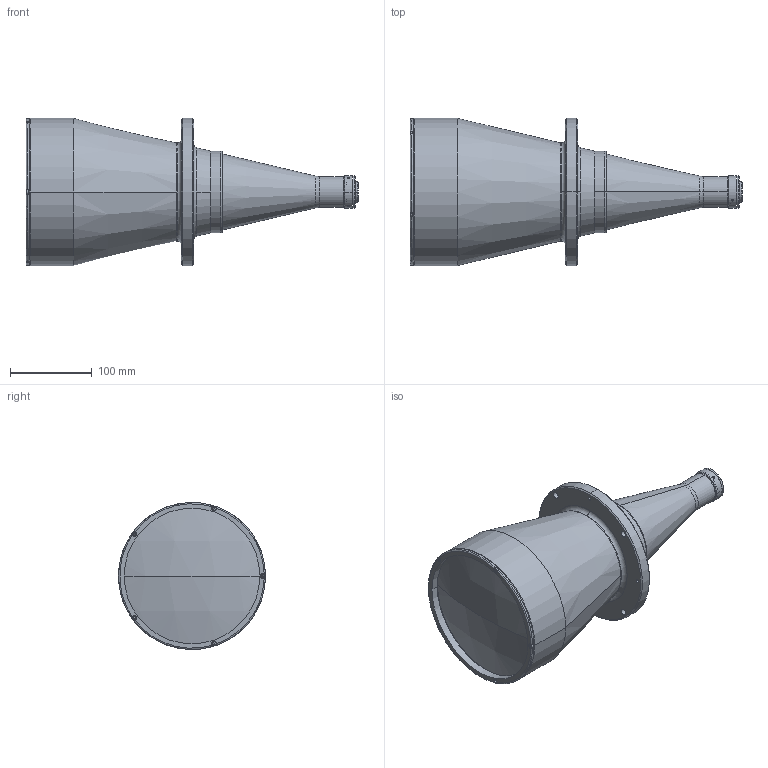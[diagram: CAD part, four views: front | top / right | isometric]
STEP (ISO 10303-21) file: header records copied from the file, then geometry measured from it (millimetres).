
FILE_DESCRIPTION (( 'STEP AP214' ), '1' );
FILE_NAME ('TC12120.STEP', '2016-10-03T10:17:15', ( '' ), ( '' ), 'SwSTEP 2.0', 'SolidWorks 2015', '' );
FILE_SCHEMA (( 'AUTOMOTIVE_DESIGN' ));
Length unit declared in the file: millimetre
Products named in the file (1): TC12120
Bounding box: 406.24 x 180 x 180 mm (x, y, z)
Surface area: 222406.8 mm2 (no closed solid volume)
Topology: 0 solids, 17 shells, 184 faces, 519 edges, 355 vertices
Faces by surface type: cylinder 70, plane 65, torus 27, cone 20, sphere 2
Entity records: 8445 total; most frequent: CARTESIAN_POINT 1421, DIRECTION 1138, ORIENTED_EDGE 904, EDGE_CURVE 519, AXIS2_PLACEMENT_3D 458, VERTEX_POINT 355, CIRCLE 273, EDGE_LOOP 237
